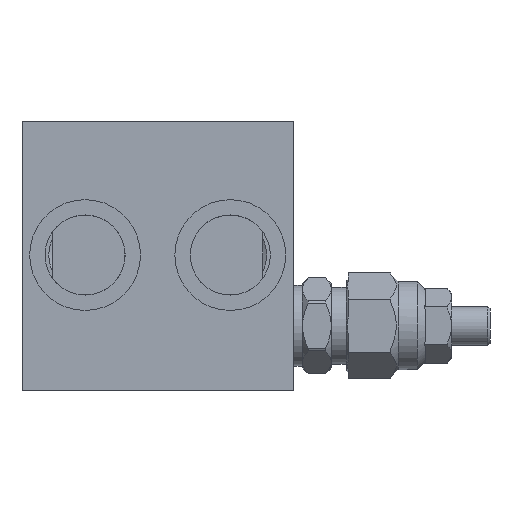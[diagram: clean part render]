
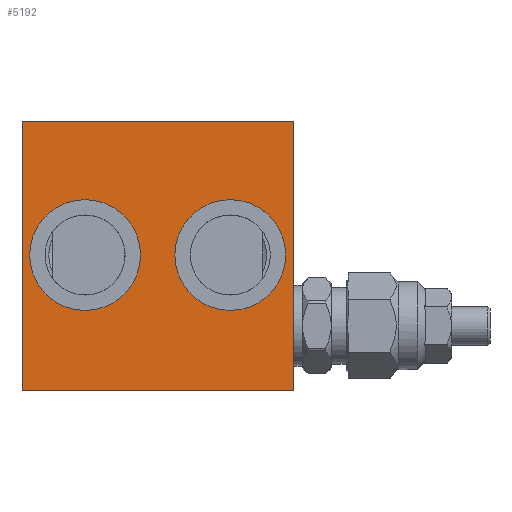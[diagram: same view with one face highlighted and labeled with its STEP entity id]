
A CAD part, left-side view. The second image highlights one B-rep face of the part: STEP entity #5192.
In plain terms, the highlighted planar face has unit normal (-1, 0, 0).
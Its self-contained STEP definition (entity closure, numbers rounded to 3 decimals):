
#402=LINE('',#10438,#624);
#406=LINE('',#10447,#628);
#408=LINE('',#10451,#630);
#410=LINE('',#10454,#632);
#624=VECTOR('',#7235,1000.);
#628=VECTOR('',#7241,1000.);
#630=VECTOR('',#7245,1000.);
#632=VECTOR('',#7249,1000.);
#770=PLANE('',#5857);
#1908=ORIENTED_EDGE('',*,*,#2500,.T.);
#1909=ORIENTED_EDGE('',*,*,#2457,.T.);
#1910=ORIENTED_EDGE('',*,*,#2794,.T.);
#1911=ORIENTED_EDGE('',*,*,#2790,.F.);
#1912=ORIENTED_EDGE('',*,*,#2792,.F.);
#1913=ORIENTED_EDGE('',*,*,#2786,.F.);
#2457=EDGE_CURVE('',#3046,#3046,#3430,.T.);
#2500=EDGE_CURVE('',#3084,#3084,#3447,.T.);
#2786=EDGE_CURVE('',#3329,#3330,#402,.T.);
#2790=EDGE_CURVE('',#3333,#3334,#406,.T.);
#2792=EDGE_CURVE('',#3330,#3333,#408,.T.);
#2794=EDGE_CURVE('',#3329,#3334,#410,.T.);
#3046=VERTEX_POINT('',#8775);
#3084=VERTEX_POINT('',#9226);
#3329=VERTEX_POINT('',#10437);
#3330=VERTEX_POINT('',#10439);
#3333=VERTEX_POINT('',#10446);
#3334=VERTEX_POINT('',#10448);
#3430=CIRCLE('',#5494,14.5);
#3447=CIRCLE('',#5524,14.5);
#4096=EDGE_LOOP('',(#1908));
#4097=EDGE_LOOP('',(#1909));
#4098=EDGE_LOOP('',(#1910,#1911,#1912,#1913));
#4688=FACE_BOUND('',#4096,.T.);
#4689=FACE_BOUND('',#4097,.T.);
#4690=FACE_BOUND('',#4098,.T.);
#5192=ADVANCED_FACE('',(#4688,#4689,#4690),#770,.F.);
#5494=AXIS2_PLACEMENT_3D('',#8774,#6443,#6444);
#5524=AXIS2_PLACEMENT_3D('',#9225,#6507,#6508);
#5857=AXIS2_PLACEMENT_3D('',#10453,#7247,#7248);
#6443=DIRECTION('',(1.,0.,0.));
#6444=DIRECTION('',(0.,1.,0.));
#6507=DIRECTION('',(1.,0.,0.));
#6508=DIRECTION('',(0.,1.,0.));
#7235=DIRECTION('',(0.,-1.,0.));
#7241=DIRECTION('',(0.,1.,0.));
#7245=DIRECTION('',(0.,0.,-1.));
#7247=DIRECTION('',(1.,0.,0.));
#7248=DIRECTION('',(0.,0.,-1.));
#7249=DIRECTION('',(0.,0.,-1.));
#8774=CARTESIAN_POINT('',(855.5,54.5,80.5));
#8775=CARTESIAN_POINT('',(855.5,69.,80.5));
#9225=CARTESIAN_POINT('',(855.5,16.5,80.5));
#9226=CARTESIAN_POINT('',(855.5,31.,80.5));
#10437=CARTESIAN_POINT('',(855.5,71.,115.5));
#10438=CARTESIAN_POINT('',(855.5,35.5,115.5));
#10439=CARTESIAN_POINT('',(855.5,0.,115.5));
#10446=CARTESIAN_POINT('',(855.5,0.,45.));
#10447=CARTESIAN_POINT('',(855.5,35.5,45.));
#10448=CARTESIAN_POINT('',(855.5,71.,45.));
#10451=CARTESIAN_POINT('',(855.5,0.,80.25));
#10453=CARTESIAN_POINT('',(855.5,35.5,80.25));
#10454=CARTESIAN_POINT('',(855.5,71.,80.25));
